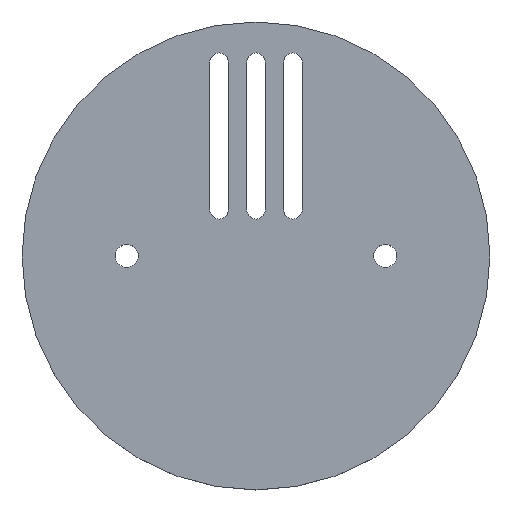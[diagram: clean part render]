
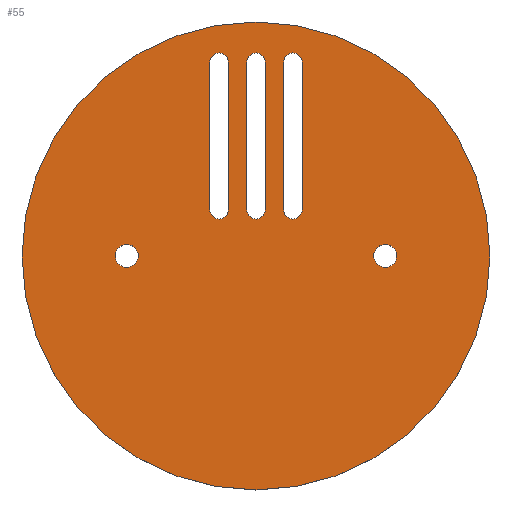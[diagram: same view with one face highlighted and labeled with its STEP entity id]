
A CAD part, top view. The second image highlights one B-rep face of the part: STEP entity #55.
In plain terms, the highlighted planar face has unit normal (0, 0, 1).
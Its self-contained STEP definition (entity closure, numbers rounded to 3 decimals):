
#55=ADVANCED_FACE('',(#86,#88,#90,#92,#94,#96),#98,.T.);
#86=FACE_BOUND('',#87,.T.);
#87=EDGE_LOOP('',(#243));
#88=FACE_BOUND('',#89,.T.);
#89=EDGE_LOOP('',(#244,#245,#246,#247));
#90=FACE_BOUND('',#91,.T.);
#91=EDGE_LOOP('',(#248,#249,#250,#251));
#92=FACE_BOUND('',#93,.T.);
#93=EDGE_LOOP('',(#252,#253,#254,#255));
#94=FACE_BOUND('',#95,.T.);
#95=EDGE_LOOP('',(#256));
#96=FACE_BOUND('',#97,.T.);
#97=EDGE_LOOP('',(#257));
#98=PLANE('',#99);
#99=AXIS2_PLACEMENT_3D('',#100,#101,#102);
#100=CARTESIAN_POINT('',(0.,0.,3.));
#101=DIRECTION('',(0.,0.,1.));
#102=DIRECTION('',(1.,0.,0.));
#243=ORIENTED_EDGE('',*,*,#331,.T.);
#244=ORIENTED_EDGE('',*,*,#332,.F.);
#245=ORIENTED_EDGE('',*,*,#324,.T.);
#246=ORIENTED_EDGE('',*,*,#333,.F.);
#247=ORIENTED_EDGE('',*,*,#328,.T.);
#248=ORIENTED_EDGE('',*,*,#334,.F.);
#249=ORIENTED_EDGE('',*,*,#335,.T.);
#250=ORIENTED_EDGE('',*,*,#336,.F.);
#251=ORIENTED_EDGE('',*,*,#337,.T.);
#252=ORIENTED_EDGE('',*,*,#338,.F.);
#253=ORIENTED_EDGE('',*,*,#339,.T.);
#254=ORIENTED_EDGE('',*,*,#340,.F.);
#255=ORIENTED_EDGE('',*,*,#341,.T.);
#256=ORIENTED_EDGE('',*,*,#342,.T.);
#257=ORIENTED_EDGE('',*,*,#343,.T.);
#324=EDGE_CURVE('',#370,#368,#371,.F.);
#328=EDGE_CURVE('',#378,#376,#379,.F.);
#331=EDGE_CURVE('',#383,#383,#384,.T.);
#332=EDGE_CURVE('',#370,#376,#385,.F.);
#333=EDGE_CURVE('',#378,#368,#386,.F.);
#334=EDGE_CURVE('',#387,#388,#389,.F.);
#335=EDGE_CURVE('',#387,#390,#391,.F.);
#336=EDGE_CURVE('',#392,#390,#393,.F.);
#337=EDGE_CURVE('',#392,#388,#394,.F.);
#338=EDGE_CURVE('',#395,#396,#397,.F.);
#339=EDGE_CURVE('',#395,#398,#399,.F.);
#340=EDGE_CURVE('',#400,#398,#401,.F.);
#341=EDGE_CURVE('',#400,#396,#402,.F.);
#342=EDGE_CURVE('',#403,#403,#404,.F.);
#343=EDGE_CURVE('',#405,#405,#406,.T.);
#368=VERTEX_POINT('',#444);
#370=VERTEX_POINT('',#448);
#371=LINE('',#449,#450);
#376=VERTEX_POINT('',#460);
#378=VERTEX_POINT('',#464);
#379=LINE('',#465,#466);
#383=VERTEX_POINT('',#475);
#384=CIRCLE('',#476,25.35);
#385=CIRCLE('',#480,1.);
#386=CIRCLE('',#484,1.);
#387=VERTEX_POINT('',#488);
#388=VERTEX_POINT('',#489);
#389=CIRCLE('',#490,1.);
#390=VERTEX_POINT('',#494);
#391=LINE('',#495,#496);
#392=VERTEX_POINT('',#498);
#393=CIRCLE('',#499,1.);
#394=LINE('',#503,#504);
#395=VERTEX_POINT('',#506);
#396=VERTEX_POINT('',#507);
#397=CIRCLE('',#508,1.);
#398=VERTEX_POINT('',#512);
#399=LINE('',#513,#514);
#400=VERTEX_POINT('',#516);
#401=CIRCLE('',#517,1.);
#402=LINE('',#521,#522);
#403=VERTEX_POINT('',#524);
#404=CIRCLE('',#525,1.25);
#405=VERTEX_POINT('',#529);
#406=CIRCLE('',#530,1.25);
#444=CARTESIAN_POINT('',(1.,5.,3.));
#448=CARTESIAN_POINT('',(1.,21.,3.));
#449=CARTESIAN_POINT('',(1.,5.,3.));
#450=VECTOR('',#451,1.);
#451=DIRECTION('',(0.,1.,0.));
#460=CARTESIAN_POINT('',(-1.,21.,3.));
#464=CARTESIAN_POINT('',(-1.,5.,3.));
#465=CARTESIAN_POINT('',(-1.,21.,3.));
#466=VECTOR('',#467,1.);
#467=DIRECTION('',(0.,-1.,0.));
#475=CARTESIAN_POINT('',(25.35,0.,3.));
#476=AXIS2_PLACEMENT_3D('',#477,#478,#479);
#477=CARTESIAN_POINT('',(0.,0.,3.));
#478=DIRECTION('',(0.,0.,1.));
#479=DIRECTION('',(1.,0.,0.));
#480=AXIS2_PLACEMENT_3D('',#481,#482,#483);
#481=CARTESIAN_POINT('',(0.,21.,3.));
#482=DIRECTION('',(0.,0.,-1.));
#483=DIRECTION('',(-1.,0.,0.));
#484=AXIS2_PLACEMENT_3D('',#485,#486,#487);
#485=CARTESIAN_POINT('',(0.,5.,3.));
#486=DIRECTION('',(0.,0.,-1.));
#487=DIRECTION('',(1.,0.,0.));
#488=CARTESIAN_POINT('',(-3.,21.,3.));
#489=CARTESIAN_POINT('',(-5.,21.,3.));
#490=AXIS2_PLACEMENT_3D('',#491,#492,#493);
#491=CARTESIAN_POINT('',(-4.,21.,3.));
#492=DIRECTION('',(0.,0.,-1.));
#493=DIRECTION('',(-1.,0.,0.));
#494=CARTESIAN_POINT('',(-3.,5.,3.));
#495=CARTESIAN_POINT('',(-3.,5.,3.));
#496=VECTOR('',#497,1.);
#497=DIRECTION('',(0.,1.,0.));
#498=CARTESIAN_POINT('',(-5.,5.,3.));
#499=AXIS2_PLACEMENT_3D('',#500,#501,#502);
#500=CARTESIAN_POINT('',(-4.,5.,3.));
#501=DIRECTION('',(0.,0.,-1.));
#502=DIRECTION('',(1.,0.,0.));
#503=CARTESIAN_POINT('',(-5.,21.,3.));
#504=VECTOR('',#505,1.);
#505=DIRECTION('',(0.,-1.,0.));
#506=CARTESIAN_POINT('',(5.,21.,3.));
#507=CARTESIAN_POINT('',(3.,21.,3.));
#508=AXIS2_PLACEMENT_3D('',#509,#510,#511);
#509=CARTESIAN_POINT('',(4.,21.,3.));
#510=DIRECTION('',(0.,0.,-1.));
#511=DIRECTION('',(-1.,0.,0.));
#512=CARTESIAN_POINT('',(5.,5.,3.));
#513=CARTESIAN_POINT('',(5.,5.,3.));
#514=VECTOR('',#515,1.);
#515=DIRECTION('',(0.,1.,0.));
#516=CARTESIAN_POINT('',(3.,5.,3.));
#517=AXIS2_PLACEMENT_3D('',#518,#519,#520);
#518=CARTESIAN_POINT('',(4.,5.,3.));
#519=DIRECTION('',(0.,0.,-1.));
#520=DIRECTION('',(1.,0.,0.));
#521=CARTESIAN_POINT('',(3.,21.,3.));
#522=VECTOR('',#523,1.);
#523=DIRECTION('',(0.,-1.,0.));
#524=CARTESIAN_POINT('',(12.75,0.,3.));
#525=AXIS2_PLACEMENT_3D('',#526,#527,#528);
#526=CARTESIAN_POINT('',(14.,0.,3.));
#527=DIRECTION('',(0.,0.,1.));
#528=DIRECTION('',(-1.,0.,0.));
#529=CARTESIAN_POINT('',(-12.75,0.,3.));
#530=AXIS2_PLACEMENT_3D('',#531,#532,#533);
#531=CARTESIAN_POINT('',(-14.,0.,3.));
#532=DIRECTION('',(0.,0.,-1.));
#533=DIRECTION('',(1.,0.,0.));
